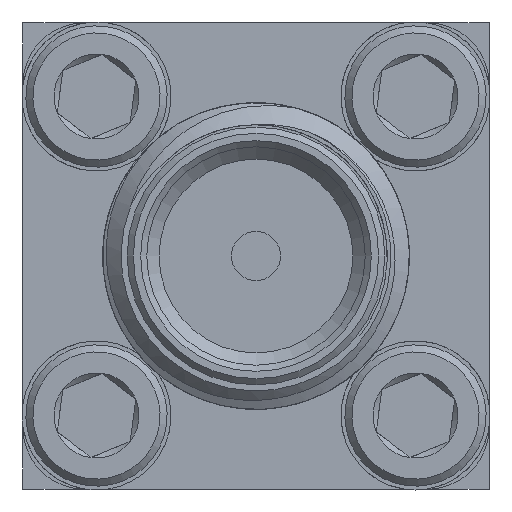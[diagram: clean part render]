
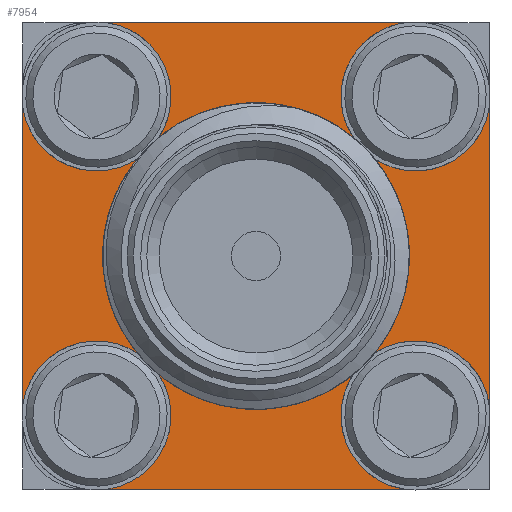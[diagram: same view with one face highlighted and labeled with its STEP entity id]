
A CAD part, left-side view. The second image highlights one B-rep face of the part: STEP entity #7954.
In plain terms, the highlighted planar face has unit normal (-1, 0, 0).
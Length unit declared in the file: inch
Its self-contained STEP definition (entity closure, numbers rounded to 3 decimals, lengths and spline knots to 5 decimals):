
#354 = AXIS2_PLACEMENT_3D ( 'NONE', #11498, #3785, #7778 ) ;
#1042 = CARTESIAN_POINT ( 'NONE',  ( -0.92, -0.19, 0.19 ) ) ;
#1218 = CARTESIAN_POINT ( 'NONE',  ( -0.92, 0.19, 0.12068 ) ) ;
#1847 = VERTEX_POINT ( 'NONE', #13565 ) ;
#1859 = EDGE_CURVE ( 'NONE', #6136, #5394, #4622, .T. ) ;
#2273 = EDGE_LOOP ( 'NONE', ( #3698 ) ) ;
#2492 = CIRCLE ( 'NONE', #14457, 0.06072 ) ;
#2513 = FACE_BOUND ( 'NONE', #2273, .T. ) ;
#2834 = EDGE_CURVE ( 'NONE', #5817, #11809, #3007, .T. ) ;
#2998 = CARTESIAN_POINT ( 'NONE',  ( -0.92, 0.12068, -0.19 ) ) ;
#3007 = CIRCLE ( 'NONE', #4721, 0.06072 ) ;
#3165 = EDGE_LOOP ( 'NONE', ( #13231, #9417, #13720, #8804, #10352, #4049, #13003, #5949 ) ) ;
#3320 = LINE ( 'NONE', #1042, #6944 ) ;
#3698 = ORIENTED_EDGE ( 'NONE', *, *, #16633, .T. ) ;
#3785 = DIRECTION ( 'NONE',  ( 1., 0., 0. ) ) ;
#3948 = CARTESIAN_POINT ( 'NONE',  ( -0.92, -0.13, -0.13 ) ) ;
#4049 = ORIENTED_EDGE ( 'NONE', *, *, #14432, .T. ) ;
#4306 = CARTESIAN_POINT ( 'NONE',  ( -0.92, -0.13, 0.13 ) ) ;
#4556 = DIRECTION ( 'NONE',  ( 0., 0., -1. ) ) ;
#4622 = CIRCLE ( 'NONE', #6625, 0.06072 ) ;
#4721 = AXIS2_PLACEMENT_3D ( 'NONE', #4306, #8250, #15977 ) ;
#4871 = VECTOR ( 'NONE', #11994, 39.37008 ) ;
#5111 = VECTOR ( 'NONE', #5705, 39.37008 ) ;
#5335 = FACE_OUTER_BOUND ( 'NONE', #3165, .T. ) ;
#5347 = PLANE ( 'NONE',  #7285 ) ;
#5394 = VERTEX_POINT ( 'NONE', #5812 ) ;
#5503 = DIRECTION ( 'NONE',  ( 0., 0.383, 0.924 ) ) ;
#5705 = DIRECTION ( 'NONE',  ( 0., -1., 0. ) ) ;
#5812 = CARTESIAN_POINT ( 'NONE',  ( -0.92, -0.19, -0.12068 ) ) ;
#5817 = VERTEX_POINT ( 'NONE', #14410 ) ;
#5949 = ORIENTED_EDGE ( 'NONE', *, *, #1859, .T. ) ;
#6136 = VERTEX_POINT ( 'NONE', #8141 ) ;
#6625 = AXIS2_PLACEMENT_3D ( 'NONE', #3948, #7822, #13023 ) ;
#6638 = CARTESIAN_POINT ( 'NONE',  ( -0.92, 0., 0. ) ) ;
#6688 = CIRCLE ( 'NONE', #354, 0.115 ) ;
#6944 = VECTOR ( 'NONE', #16393, 39.37008 ) ;
#7151 = CARTESIAN_POINT ( 'NONE',  ( -0.92, -0.12068, 0.19 ) ) ;
#7285 = AXIS2_PLACEMENT_3D ( 'NONE', #6638, #9362, #7940 ) ;
#7778 = DIRECTION ( 'NONE',  ( 0., 0., -1. ) ) ;
#7822 = DIRECTION ( 'NONE',  ( 1., 0., 0. ) ) ;
#7940 = DIRECTION ( 'NONE',  ( 0., 0., -1. ) ) ;
#7954 = ADVANCED_FACE ( 'NONE', ( #2513, #5335 ), #5347, .F. ) ;
#8141 = CARTESIAN_POINT ( 'NONE',  ( -0.92, -0.12068, -0.19 ) ) ;
#8175 = EDGE_CURVE ( 'NONE', #11809, #14776, #3320, .T. ) ;
#8224 = EDGE_CURVE ( 'NONE', #14776, #12712, #2492, .T. ) ;
#8250 = DIRECTION ( 'NONE',  ( 1., 0., 0. ) ) ;
#8545 = LINE ( 'NONE', #9714, #5111 ) ;
#8804 = ORIENTED_EDGE ( 'NONE', *, *, #8224, .T. ) ;
#9040 = CARTESIAN_POINT ( 'NONE',  ( -0.92, 0.13, 0.13 ) ) ;
#9362 = DIRECTION ( 'NONE',  ( 1., 0., 0. ) ) ;
#9381 = EDGE_CURVE ( 'NONE', #9949, #6136, #8545, .T. ) ;
#9417 = ORIENTED_EDGE ( 'NONE', *, *, #2834, .T. ) ;
#9714 = CARTESIAN_POINT ( 'NONE',  ( -0.92, -0.19, -0.19 ) ) ;
#9720 = LINE ( 'NONE', #10578, #4871 ) ;
#9949 = VERTEX_POINT ( 'NONE', #2998 ) ;
#10322 = CIRCLE ( 'NONE', #12663, 0.06072 ) ;
#10352 = ORIENTED_EDGE ( 'NONE', *, *, #12959, .T. ) ;
#10360 = DIRECTION ( 'NONE',  ( 1., 0., 0. ) ) ;
#10482 = CARTESIAN_POINT ( 'NONE',  ( -0.92, 0.12068, 0.19 ) ) ;
#10578 = CARTESIAN_POINT ( 'NONE',  ( -0.92, -0.19, -0.19 ) ) ;
#10979 = CARTESIAN_POINT ( 'NONE',  ( -0.92, 0.19, -0.19 ) ) ;
#11498 = CARTESIAN_POINT ( 'NONE',  ( -0.92, 0., 0. ) ) ;
#11695 = VERTEX_POINT ( 'NONE', #12140 ) ;
#11809 = VERTEX_POINT ( 'NONE', #7151 ) ;
#11994 = DIRECTION ( 'NONE',  ( 0., 0., 1. ) ) ;
#12140 = CARTESIAN_POINT ( 'NONE',  ( -0.92, 0.19, -0.12068 ) ) ;
#12663 = AXIS2_PLACEMENT_3D ( 'NONE', #16729, #13954, #16670 ) ;
#12712 = VERTEX_POINT ( 'NONE', #1218 ) ;
#12952 = VECTOR ( 'NONE', #4556, 39.37008 ) ;
#12959 = EDGE_CURVE ( 'NONE', #12712, #11695, #14781, .T. ) ;
#13003 = ORIENTED_EDGE ( 'NONE', *, *, #9381, .T. ) ;
#13023 = DIRECTION ( 'NONE',  ( 0., 0.383, 0.924 ) ) ;
#13231 = ORIENTED_EDGE ( 'NONE', *, *, #16689, .T. ) ;
#13565 = CARTESIAN_POINT ( 'NONE',  ( -0.92, 0., -0.115 ) ) ;
#13720 = ORIENTED_EDGE ( 'NONE', *, *, #8175, .T. ) ;
#13954 = DIRECTION ( 'NONE',  ( 1., 0., 0. ) ) ;
#14410 = CARTESIAN_POINT ( 'NONE',  ( -0.92, -0.19, 0.12068 ) ) ;
#14432 = EDGE_CURVE ( 'NONE', #11695, #9949, #10322, .T. ) ;
#14457 = AXIS2_PLACEMENT_3D ( 'NONE', #9040, #10360, #5503 ) ;
#14776 = VERTEX_POINT ( 'NONE', #10482 ) ;
#14781 = LINE ( 'NONE', #10979, #12952 ) ;
#15977 = DIRECTION ( 'NONE',  ( 0., 0.383, 0.924 ) ) ;
#16393 = DIRECTION ( 'NONE',  ( 0., 1., 0. ) ) ;
#16633 = EDGE_CURVE ( 'NONE', #1847, #1847, #6688, .T. ) ;
#16670 = DIRECTION ( 'NONE',  ( 0., 0.383, 0.924 ) ) ;
#16689 = EDGE_CURVE ( 'NONE', #5394, #5817, #9720, .T. ) ;
#16729 = CARTESIAN_POINT ( 'NONE',  ( -0.92, 0.13, -0.13 ) ) ;
